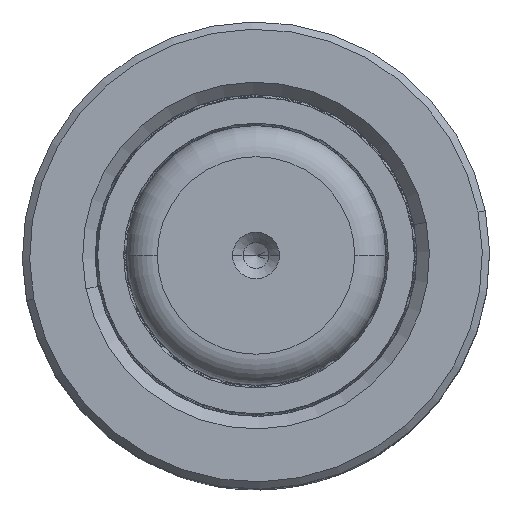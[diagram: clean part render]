
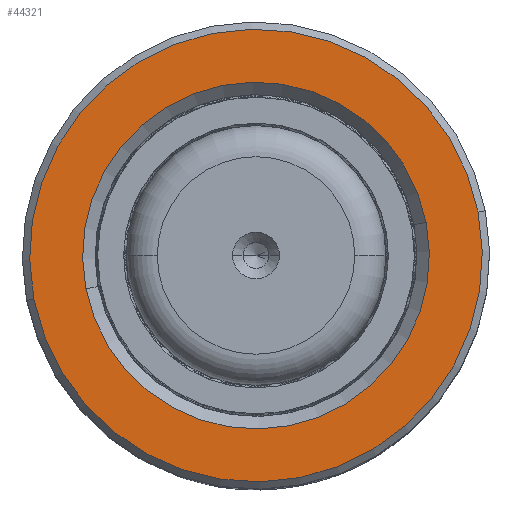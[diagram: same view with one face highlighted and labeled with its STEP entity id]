
A CAD part, top view. The second image highlights one B-rep face of the part: STEP entity #44321.
In plain terms, the highlighted planar face has unit normal (0, 0, 1).
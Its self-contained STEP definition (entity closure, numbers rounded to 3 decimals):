
#417 = DIRECTION ( 'NONE',  ( 0., 0., -1. ) ) ;
#1984 = EDGE_CURVE ( 'NONE', #43902, #20374, #13659, .T. ) ;
#5587 = DIRECTION ( 'NONE',  ( 1., 0., 0. ) ) ;
#6540 = CIRCLE ( 'NONE', #31398, 16.7 ) ;
#6633 = CARTESIAN_POINT ( 'NONE',  ( 0., 0., 50. ) ) ;
#8095 = EDGE_CURVE ( 'NONE', #31082, #30151, #6540, .T. ) ;
#10109 = CARTESIAN_POINT ( 'NONE',  ( 0., 0., 50. ) ) ;
#10176 = FACE_OUTER_BOUND ( 'NONE', #36989, .T. ) ;
#12129 = AXIS2_PLACEMENT_3D ( 'NONE', #15729, #417, #15276 ) ;
#12220 = AXIS2_PLACEMENT_3D ( 'NONE', #6633, #43402, #36778 ) ;
#12669 = DIRECTION ( 'NONE',  ( 0., 0., 1. ) ) ;
#13659 = CIRCLE ( 'NONE', #39975, 21.8 ) ;
#15276 = DIRECTION ( 'NONE',  ( 1., 0., 0. ) ) ;
#15729 = CARTESIAN_POINT ( 'NONE',  ( 0., 0., 50. ) ) ;
#17224 = CARTESIAN_POINT ( 'NONE',  ( -21.8, 0., 50. ) ) ;
#17404 = CIRCLE ( 'NONE', #12129, 16.7 ) ;
#18025 = CARTESIAN_POINT ( 'NONE',  ( 21.8, 0., 50. ) ) ;
#18143 = CARTESIAN_POINT ( 'NONE',  ( -16.7, 0., 50. ) ) ;
#19954 = ORIENTED_EDGE ( 'NONE', *, *, #40749, .T. ) ;
#20263 = DIRECTION ( 'NONE',  ( 0., 0., -1. ) ) ;
#20374 = VERTEX_POINT ( 'NONE', #17224 ) ;
#23458 = DIRECTION ( 'NONE',  ( 0., 0., 1. ) ) ;
#24564 = FACE_BOUND ( 'NONE', #39957, .T. ) ;
#24630 = CARTESIAN_POINT ( 'NONE',  ( 16.7, 0., 50. ) ) ;
#26376 = CIRCLE ( 'NONE', #32397, 21.8 ) ;
#27692 = CARTESIAN_POINT ( 'NONE',  ( 0., 0., 50. ) ) ;
#28808 = EDGE_CURVE ( 'NONE', #20374, #43902, #26376, .T. ) ;
#30151 = VERTEX_POINT ( 'NONE', #24630 ) ;
#31082 = VERTEX_POINT ( 'NONE', #18143 ) ;
#31398 = AXIS2_PLACEMENT_3D ( 'NONE', #10109, #20263, #31569 ) ;
#31503 = ORIENTED_EDGE ( 'NONE', *, *, #28808, .T. ) ;
#31569 = DIRECTION ( 'NONE',  ( 1., 0., 0. ) ) ;
#32397 = AXIS2_PLACEMENT_3D ( 'NONE', #27692, #23458, #34261 ) ;
#34261 = DIRECTION ( 'NONE',  ( 1., 0., 0. ) ) ;
#35306 = ORIENTED_EDGE ( 'NONE', *, *, #8095, .T. ) ;
#36778 = DIRECTION ( 'NONE',  ( 1., 0., 0. ) ) ;
#36989 = EDGE_LOOP ( 'NONE', ( #31503, #38672 ) ) ;
#38672 = ORIENTED_EDGE ( 'NONE', *, *, #1984, .T. ) ;
#38900 = PLANE ( 'NONE',  #12220 ) ;
#39957 = EDGE_LOOP ( 'NONE', ( #19954, #35306 ) ) ;
#39975 = AXIS2_PLACEMENT_3D ( 'NONE', #44955, #12669, #5587 ) ;
#40749 = EDGE_CURVE ( 'NONE', #30151, #31082, #17404, .T. ) ;
#43402 = DIRECTION ( 'NONE',  ( 0., 0., 1. ) ) ;
#43902 = VERTEX_POINT ( 'NONE', #18025 ) ;
#44321 = ADVANCED_FACE ( 'NONE', ( #10176, #24564 ), #38900, .T. ) ;
#44955 = CARTESIAN_POINT ( 'NONE',  ( 0., 0., 50. ) ) ;
